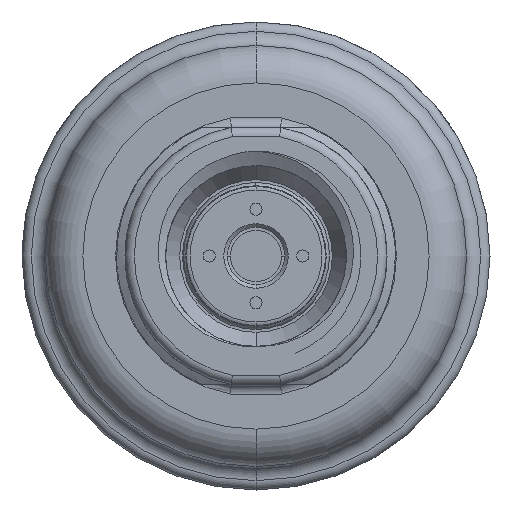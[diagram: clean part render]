
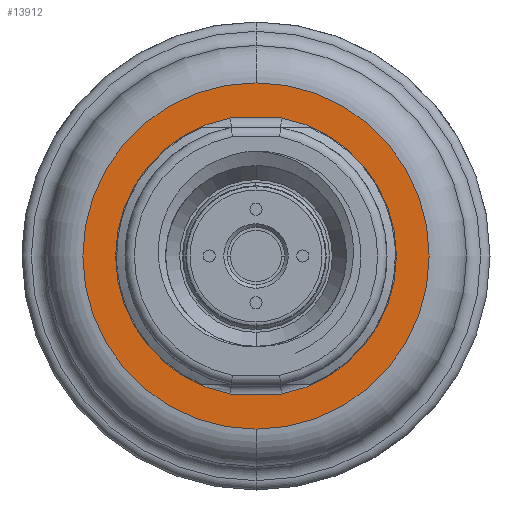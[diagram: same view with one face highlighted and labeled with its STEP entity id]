
A CAD part, front view. The second image highlights one B-rep face of the part: STEP entity #13912.
In plain terms, the highlighted planar face has unit normal (0, -1, 0).
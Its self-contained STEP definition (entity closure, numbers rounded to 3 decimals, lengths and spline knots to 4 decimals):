
#2127=CARTESIAN_POINT('',(0.,-0.1181,0.));
#2128=DIRECTION('',(0.,-1.,0.));
#2129=DIRECTION('',(0.,0.,-1.));
#2130=AXIS2_PLACEMENT_3D('',#2127,#2128,#2129);
#2132=CARTESIAN_POINT('',(0.,-0.1181,0.));
#2133=DIRECTION('',(0.,-1.,0.));
#2134=DIRECTION('',(0.,0.,1.));
#2135=AXIS2_PLACEMENT_3D('',#2132,#2133,#2134);
#2137=CARTESIAN_POINT('',(0.,-0.1181,0.));
#2138=DIRECTION('',(0.,-1.,0.));
#2139=DIRECTION('',(-0.182,0.,0.983));
#2140=AXIS2_PLACEMENT_3D('',#2137,#2138,#2139);
#2142=DIRECTION('',(1.,0.,0.));
#2143=VECTOR('',#2142,0.2147);
#2144=CARTESIAN_POINT('',(-0.1074,-0.1181,
-0.5807));
#2145=LINE('',#2144,#2143);
#2146=CARTESIAN_POINT('',(0.,-0.1181,0.));
#2147=DIRECTION('',(0.,-1.,0.));
#2148=DIRECTION('',(0.182,0.,-0.983));
#2149=AXIS2_PLACEMENT_3D('',#2146,#2147,#2148);
#2151=DIRECTION('',(-1.,0.,0.));
#2152=VECTOR('',#2151,0.2147);
#2153=CARTESIAN_POINT('',(0.1074,-0.1181,
0.5807));
#2154=LINE('',#2153,#2152);
#10936=CARTESIAN_POINT('',(-0.1074,-0.1181,
0.5807));
#10937=CARTESIAN_POINT('',(-0.1074,-0.1181,
-0.5807));
#10938=VERTEX_POINT('',#10936);
#10939=VERTEX_POINT('',#10937);
#10944=CARTESIAN_POINT('',(0.1074,-0.1181,
-0.5807));
#10945=CARTESIAN_POINT('',(0.1074,-0.1181,
0.5807));
#10946=VERTEX_POINT('',#10944);
#10947=VERTEX_POINT('',#10945);
#11285=CARTESIAN_POINT('',(0.,-0.1181,-0.7283));
#11286=CARTESIAN_POINT('',(0.,-0.1181,0.7283));
#11287=VERTEX_POINT('',#11285);
#11288=VERTEX_POINT('',#11286);
#13892=CARTESIAN_POINT('',(0.,-0.1181,0.));
#13893=DIRECTION('',(0.,-1.,0.));
#13894=DIRECTION('',(0.,0.,1.));
#13895=AXIS2_PLACEMENT_3D('',#13892,#13893,#13894);
#13896=PLANE('',#13895);
#13898=ORIENTED_EDGE('',*,*,#13897,.F.);
#13900=ORIENTED_EDGE('',*,*,#13899,.F.);
#13901=EDGE_LOOP('',(#13898,#13900));
#13902=FACE_OUTER_BOUND('',#13901,.F.);
#13903=ORIENTED_EDGE('',*,*,#13882,.T.);
#13905=ORIENTED_EDGE('',*,*,#13904,.T.);
#13907=ORIENTED_EDGE('',*,*,#13906,.T.);
#13909=ORIENTED_EDGE('',*,*,#13908,.T.);
#13910=EDGE_LOOP('',(#13903,#13905,#13907,#13909));
#13911=FACE_BOUND('',#13910,.F.);
#13912=ADVANCED_FACE('',(#13902,#13911),#13896,.T.);
#2131=CIRCLE('',#2130,0.7283);
#2136=CIRCLE('',#2135,0.7283);
#2141=CIRCLE('',#2140,0.5906);
#2150=CIRCLE('',#2149,0.5906);
#13882=EDGE_CURVE('',#10938,#10939,#2141,.T.);
#13897=EDGE_CURVE('',#11287,#11288,#2131,.T.);
#13899=EDGE_CURVE('',#11288,#11287,#2136,.T.);
#13904=EDGE_CURVE('',#10939,#10946,#2145,.T.);
#13906=EDGE_CURVE('',#10946,#10947,#2150,.T.);
#13908=EDGE_CURVE('',#10947,#10938,#2154,.T.);
